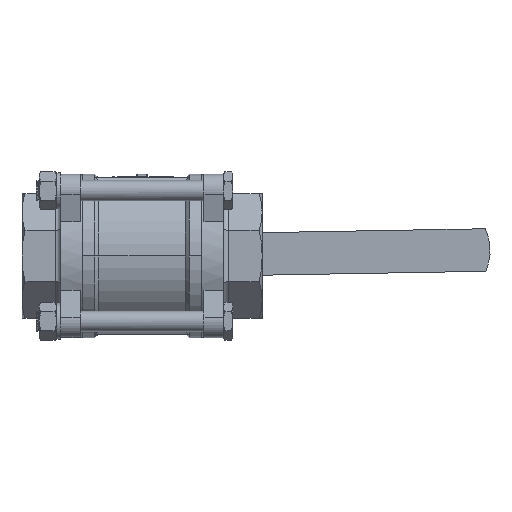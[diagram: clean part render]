
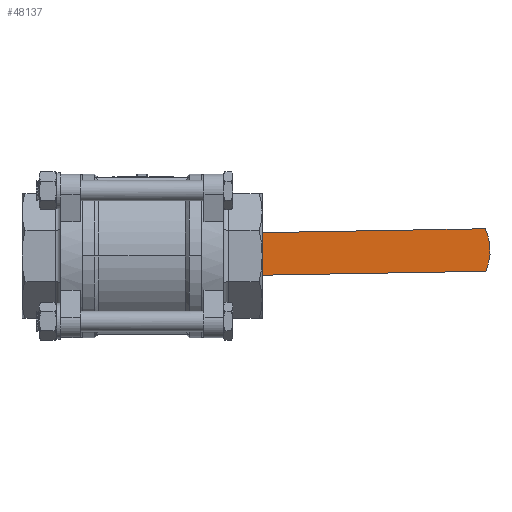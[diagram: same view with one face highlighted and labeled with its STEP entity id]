
A CAD part, front view. The second image highlights one B-rep face of the part: STEP entity #48137.
In plain terms, the highlighted planar face has unit normal (0, -1, 0).
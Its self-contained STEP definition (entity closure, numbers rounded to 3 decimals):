
#2822 = DIRECTION ( 'NONE',  ( 1., 0., 0. ) ) ;
#4206 = AXIS2_PLACEMENT_3D ( 'NONE', #15870, #52082, #21077 ) ;
#9040 = DIRECTION ( 'NONE',  ( 1., 0., 0. ) ) ;
#9230 = FACE_OUTER_BOUND ( 'NONE', #23164, .T. ) ;
#9287 = VECTOR ( 'NONE', #57188, 1000. ) ;
#11687 = VERTEX_POINT ( 'NONE', #34171 ) ;
#13459 = EDGE_CURVE ( 'NONE', #36903, #11687, #65877, .T. ) ;
#15389 = AXIS2_PLACEMENT_3D ( 'NONE', #48757, #64190, #53984 ) ;
#15870 = CARTESIAN_POINT ( 'NONE',  ( 137.929, 30., 0. ) ) ;
#18464 = CARTESIAN_POINT ( 'NONE',  ( 30., 30., -12.4 ) ) ;
#19390 = CIRCLE ( 'NONE', #4206, 30. ) ;
#21077 = DIRECTION ( 'NONE',  ( 0., 0., 1. ) ) ;
#21770 = CARTESIAN_POINT ( 'NONE',  ( 31.243, 30., -12.4 ) ) ;
#23164 = EDGE_LOOP ( 'NONE', ( #30588, #37859, #41640, #24290 ) ) ;
#24195 = EDGE_CURVE ( 'NONE', #63161, #62067, #35326, .T. ) ;
#24290 = ORIENTED_EDGE ( 'NONE', *, *, #13459, .T. ) ;
#24928 = EDGE_CURVE ( 'NONE', #63161, #36903, #64400, .T. ) ;
#29749 = CARTESIAN_POINT ( 'NONE',  ( 30., 30., 12.4 ) ) ;
#30588 = ORIENTED_EDGE ( 'NONE', *, *, #42489, .F. ) ;
#33705 = VECTOR ( 'NONE', #9040, 1000. ) ;
#34171 = CARTESIAN_POINT ( 'NONE',  ( 165.246, 30., -12.4 ) ) ;
#35326 = LINE ( 'NONE', #29749, #33705 ) ;
#36903 = VERTEX_POINT ( 'NONE', #21770 ) ;
#37258 = CARTESIAN_POINT ( 'NONE',  ( 31.243, 30., -12.4 ) ) ;
#37859 = ORIENTED_EDGE ( 'NONE', *, *, #24195, .F. ) ;
#41640 = ORIENTED_EDGE ( 'NONE', *, *, #24928, .T. ) ;
#42489 = EDGE_CURVE ( 'NONE', #62067, #11687, #19390, .T. ) ;
#43535 = PLANE ( 'NONE',  #15389 ) ;
#48137 = ADVANCED_FACE ( 'NONE', ( #9230 ), #43535, .F. ) ;
#48757 = CARTESIAN_POINT ( 'NONE',  ( 30., 30., 12.4 ) ) ;
#52082 = DIRECTION ( 'NONE',  ( 0., 1., 0. ) ) ;
#52094 = VECTOR ( 'NONE', #2822, 1000. ) ;
#53984 = DIRECTION ( 'NONE',  ( 0., 0., 1. ) ) ;
#55557 = CARTESIAN_POINT ( 'NONE',  ( 31.243, 30., 12.4 ) ) ;
#57188 = DIRECTION ( 'NONE',  ( 0., 0., -1. ) ) ;
#62067 = VERTEX_POINT ( 'NONE', #62696 ) ;
#62696 = CARTESIAN_POINT ( 'NONE',  ( 165.246, 30., 12.4 ) ) ;
#63161 = VERTEX_POINT ( 'NONE', #55557 ) ;
#64190 = DIRECTION ( 'NONE',  ( 0., 1., 0. ) ) ;
#64400 = LINE ( 'NONE', #37258, #9287 ) ;
#65877 = LINE ( 'NONE', #18464, #52094 ) ;
